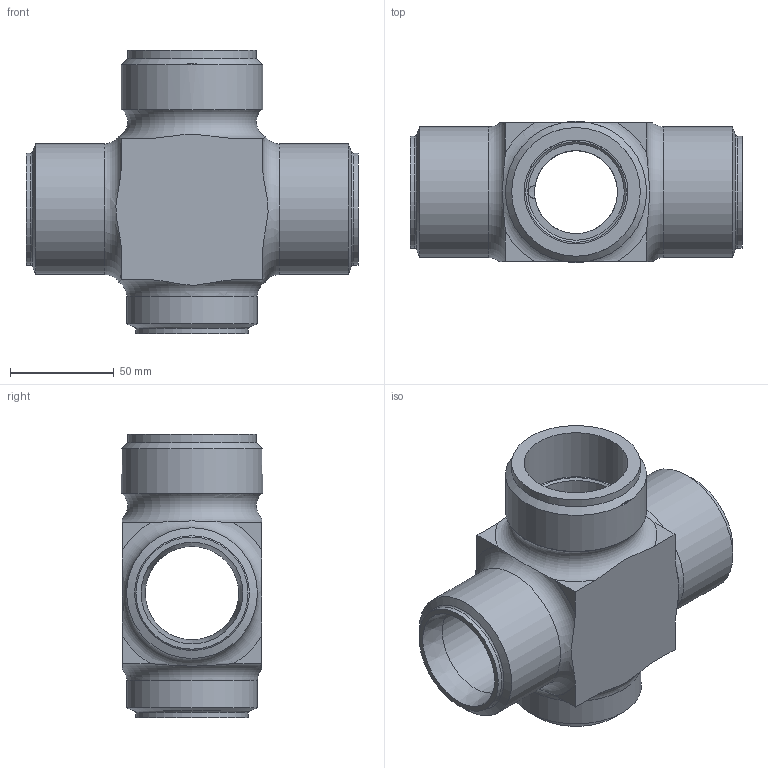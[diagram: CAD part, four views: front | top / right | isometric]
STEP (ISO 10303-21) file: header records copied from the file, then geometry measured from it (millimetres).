
FILE_DESCRIPTION(/* description */ (''),/* implementation_level */ '2;1');
FILE_NAME(/* name */ 'CROSS-PIECE(29-69).stp',/* time_stamp */ '2023-11-17T19:39:18+05:00',/* author */ (''),/* organization */ (''),/* preprocessor_version */ 'ST-DEVELOPER v16.7',/* originating_system */ 'SIEMENS PLM Software NX 12.0',/* authorisation */ '');
FILE_SCHEMA (('AUTOMOTIVE_DESIGN { 1 0 10303 214 3 1 1 1 }'));
Length unit declared in the file: millimetre
Products named in the file (1): CROSS-PIECE(29-69)
Bounding box: 160 x 68 x 136.5 mm (x, y, z)
Volume: 406678.7 mm3; surface area: 84628.3 mm2
Topology: 1 solids, 1 shells, 64 faces, 159 edges, 99 vertices
Faces by surface type: plane 31, cylinder 16, cone 10, torus 7
Full cylindrical faces by diameter (mm): 40 x1, 45 x2, 46.5 x1, 48.7 x1, 50 x1, 54 x3, 62 x1, 63 x3, 68 x1
Entity records: 1809 total; most frequent: CARTESIAN_POINT 497, DIRECTION 274, ORIENTED_EDGE 220, AXIS2_PLACEMENT_3D 122, EDGE_CURVE 110, EDGE_LOOP 104, VERTEX_POINT 82, FACE_BOUND 78
